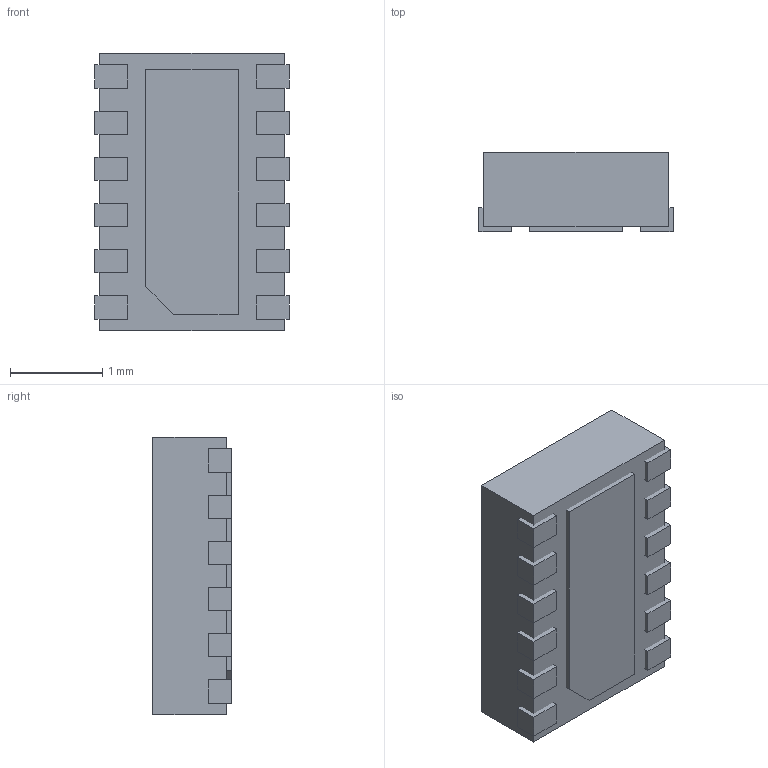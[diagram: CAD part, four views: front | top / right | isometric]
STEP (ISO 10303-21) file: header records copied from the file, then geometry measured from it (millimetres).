
FILE_DESCRIPTION(/* description */ (''),/* implementation_level */ '2;1');
FILE_NAME(/* name */ 'WSON-12 v7.step',/* time_stamp */ '2020-02-08T22:46:01+01:00',/* author */ (''),/* organization */ (''),/* preprocessor_version */ 'ST-DEVELOPER v18',/* originating_system */ 'Autodesk Translation Framework v8.12.0.6',/* authorisation */ '');
FILE_SCHEMA (('AUTOMOTIVE_DESIGN { 1 0 10303 214 3 1 1 }'));
Length unit declared in the file: millimetre
Products named in the file (1): WSON-12
Bounding box: 2.1 x 0.85 x 3 mm (x, y, z)
Surface area: 32.7 mm2
Topology: 14 solids, 14 shells, 682 faces, 1890 edges, 1260 vertices
Faces by surface type: bspline 516, plane 165, cylinder 1
Full cylindrical faces by diameter (mm): 0.2 x1
Entity records: 26533 total; most frequent: CARTESIAN_POINT 12605, ORIENTED_EDGE 3780, EDGE_CURVE 1890, VERTEX_POINT 1260, DIRECTION 1194, B_SPLINE_CURVE_WITH_KNOTS 1032, LINE 856, VECTOR 856
